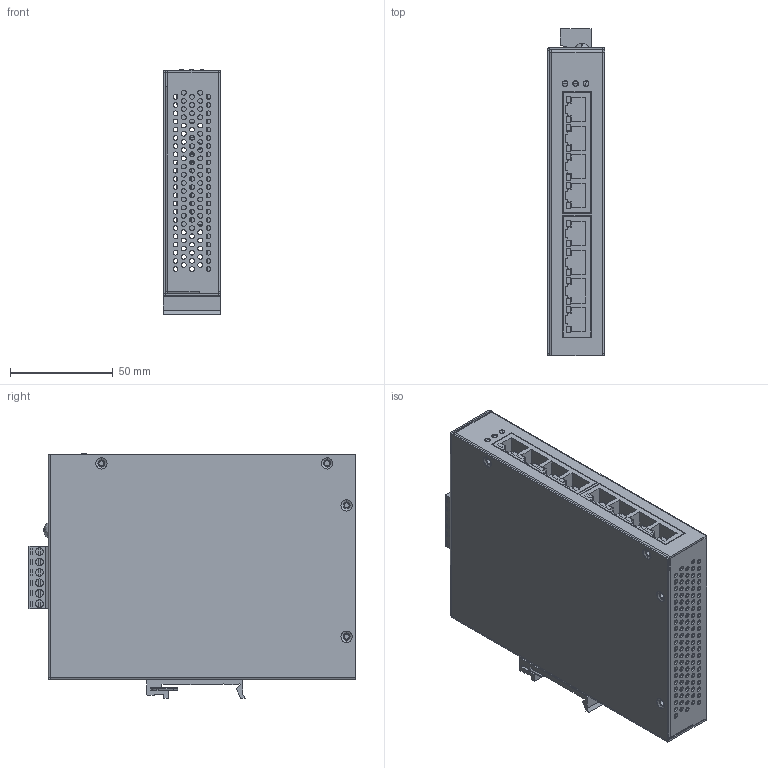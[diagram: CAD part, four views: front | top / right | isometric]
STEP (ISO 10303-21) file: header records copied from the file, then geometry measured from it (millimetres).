
FILE_DESCRIPTION (( 'STEP AP203' ), '1' );
FILE_NAME ('NSM-208PSE-24V_20180503.STEP', '2019-11-25T01:07:33', ( 'Windows 使用者' ), ( '' ), 'SwSTEP 2.0', 'SolidWorks 2019', '' );
FILE_SCHEMA (( 'CONFIG_CONTROL_DESIGN' ));
Length unit declared in the file: millimetre
Products named in the file (15): MC100-50806; 2DJ045; NSM-208PSE-24V_PCB; ME010-50806; DIN-RAIL_鋁擠_彈簧_28mm; LED導光柱_圓頂_透明; NSM-208PSE-24V_20180503; DIN-RAIL_鋁擠_28mm; LED x 3_90D; F.G.臟; 4SIN1K0000074 _NSM-208PSE-24V_01; 4SIN1K0000073 _NSM-208PSE-24V_02; 螺絲M3.5x6
Assembly tree (17 placements, depth 3):
  NSM-208PSE-24V_20180503
    NSM-208PSE-24V_PCB
      NSM-208PSE-24V_PCB
      LED x 3_90D
      F.G.臟
      螺絲M3.5x6
      ME010-50806
      MC100-50806
      2DJ045  x2
    4SIN1K0000074 _NSM-208PSE-24V_01
    4SIN1K0000073 _NSM-208PSE-24V_02
    LED導光柱_圓頂_透明  x3
    DIN-RAIL_鋁擠_28mm
      DIN-RAIL_鋁擠_28mm
      DIN-RAIL_鋁擠_彈簧_28mm
Bounding box: 28 x 159.7 x 119.4 mm (x, y, z)
Volume: 115081.6 mm3; surface area: 157552.6 mm2
Topology: 15 solids, 15 shells, 1677 faces, 4220 edges, 2706 vertices
Faces by surface type: plane 942, cylinder 645, cone 50, torus 24, sphere 12, bspline 4
Entity records: 47765 total; most frequent: DIRECTION 8164, CARTESIAN_POINT 7947, ORIENTED_EDGE 7584, EDGE_CURVE 3792, AXIS2_PLACEMENT_3D 2863, LINE 2438, VECTOR 2438, VERTEX_POINT 2422
